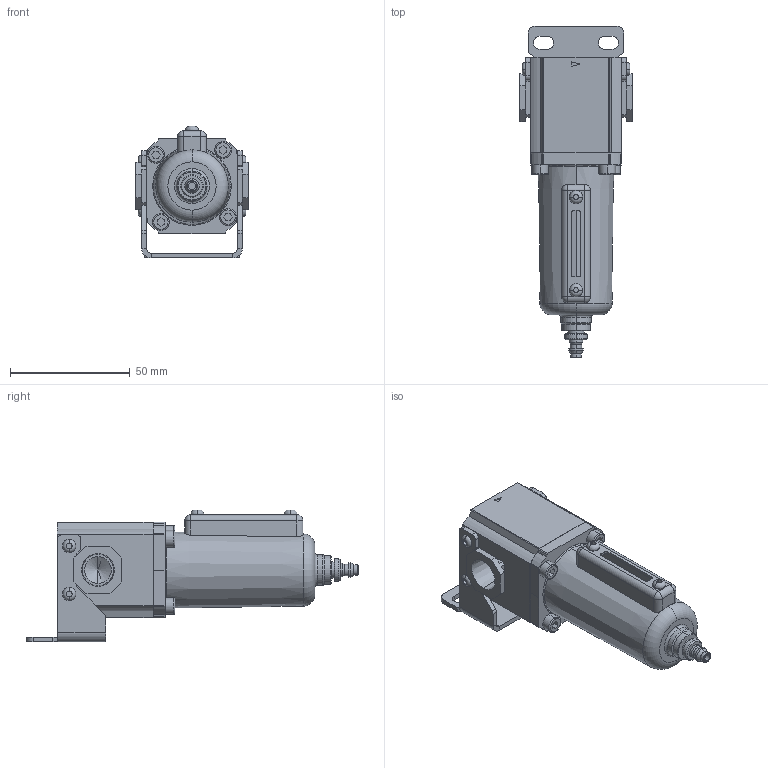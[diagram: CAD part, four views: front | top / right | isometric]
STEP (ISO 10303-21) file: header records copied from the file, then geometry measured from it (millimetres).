
FILE_DESCRIPTION (( 'STEP AP203' ), '1' );
FILE_NAME ('AF-223-MD.step', '2015-11-09T22:37:04', ( '' ), ( '' ), 'SwSTEP 2.0', 'SolidWorks 2015', '' );
FILE_SCHEMA (( 'CONFIG_CONTROL_DESIGN' ));
Length unit declared in the file: millimetre
Products named in the file (1): AF-223-MD
Bounding box: 47 x 138.45 x 55 mm (x, y, z)
Volume: 118854.5 mm3; surface area: 31135.8 mm2
Topology: 9 solids, 9 shells, 390 faces, 964 edges, 604 vertices
Faces by surface type: plane 217, cylinder 109, torus 28, cone 28, sphere 8
Entity records: 11695 total; most frequent: CARTESIAN_POINT 2229, DIRECTION 2018, ORIENTED_EDGE 1904, EDGE_CURVE 952, AXIS2_PLACEMENT_3D 715, VERTEX_POINT 604, LINE 588, VECTOR 588
